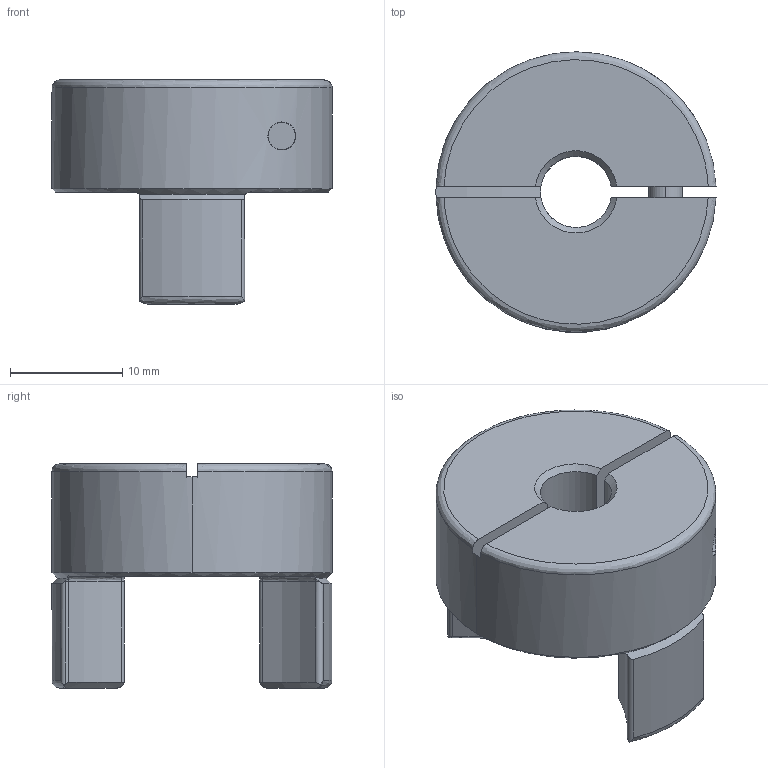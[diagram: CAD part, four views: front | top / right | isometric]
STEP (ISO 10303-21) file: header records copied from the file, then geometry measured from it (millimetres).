
FILE_DESCRIPTION (( 'STEP AP203' ), '1' );
FILE_NAME ('SJC-25C-6.35.step', '2021-04-15T12:37:36', ( '' ), ( '' ), 'SwSTEP 2.0', 'SolidWorks 2021', '' );
FILE_SCHEMA (( 'CONFIG_CONTROL_DESIGN' ));
Length unit declared in the file: inch
Products named in the file (1): SJC-25C-6.35
Bounding box: 24.99 x 25 x 20 mm (x, y, z)
Volume: 4987.9 mm3; surface area: 2963.3 mm2
Topology: 2 solids, 2 shells, 111 faces, 284 edges, 178 vertices
Faces by surface type: cylinder 41, plane 28, bspline 24, cone 18
Entity records: 4336 total; most frequent: CARTESIAN_POINT 1800, ORIENTED_EDGE 564, DIRECTION 451, EDGE_CURVE 282, AXIS2_PLACEMENT_3D 183, VERTEX_POINT 178, EDGE_LOOP 118, FACE_OUTER_BOUND 111
